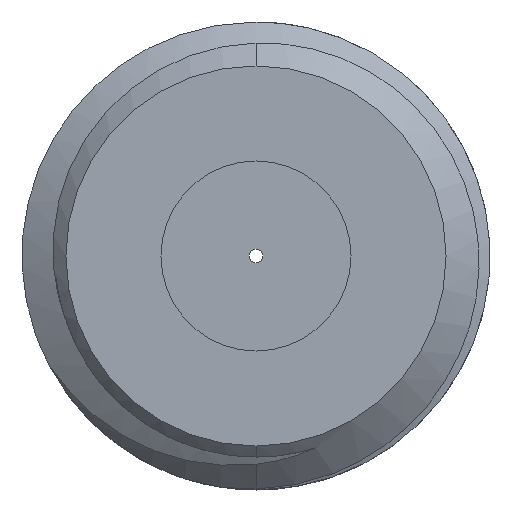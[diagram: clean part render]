
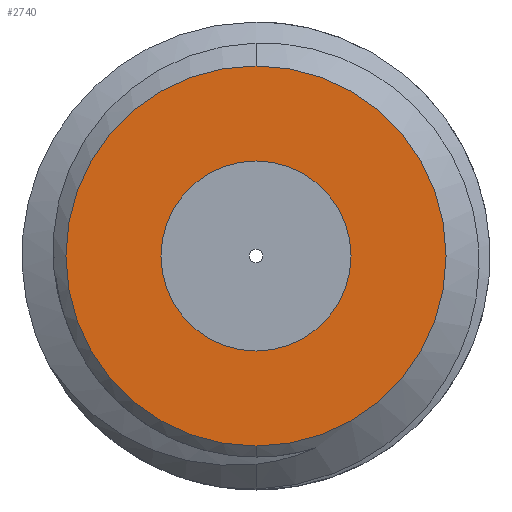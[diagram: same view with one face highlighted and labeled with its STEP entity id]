
A CAD part, front view. The second image highlights one B-rep face of the part: STEP entity #2740.
In plain terms, the highlighted face is planar.
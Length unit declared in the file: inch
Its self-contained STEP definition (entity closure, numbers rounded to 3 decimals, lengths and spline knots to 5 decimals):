
#80 = CARTESIAN_POINT ( 'NONE',  ( 0., 0., 0.125 ) ) ;
#136 = PLANE ( 'NONE',  #4589 ) ;
#462 = ORIENTED_EDGE ( 'NONE', *, *, #3019, .T. ) ;
#483 = CARTESIAN_POINT ( 'NONE',  ( 0., 0., -0.0625 ) ) ;
#496 = DIRECTION ( 'NONE',  ( 0., 0., -1. ) ) ;
#596 = FACE_OUTER_BOUND ( 'NONE', #4335, .T. ) ;
#773 = ORIENTED_EDGE ( 'NONE', *, *, #3819, .F. ) ;
#873 = VERTEX_POINT ( 'NONE', #4929 ) ;
#876 = AXIS2_PLACEMENT_3D ( 'NONE', #1342, #1775, #4484 ) ;
#1301 = DIRECTION ( 'NONE',  ( -1., 0., 0. ) ) ;
#1335 = DIRECTION ( 'NONE',  ( 1., 0., 0. ) ) ;
#1342 = CARTESIAN_POINT ( 'NONE',  ( 0., 0., 0. ) ) ;
#1358 = AXIS2_PLACEMENT_3D ( 'NONE', #3527, #2031, #3560 ) ;
#1432 = FACE_BOUND ( 'NONE', #2844, .T. ) ;
#1492 = CIRCLE ( 'NONE', #1358, 0.125 ) ;
#1775 = DIRECTION ( 'NONE',  ( 1., 0., 0. ) ) ;
#2031 = DIRECTION ( 'NONE',  ( 1., 0., 0. ) ) ;
#2200 = EDGE_CURVE ( 'NONE', #2612, #873, #4939, .T. ) ;
#2344 = DIRECTION ( 'NONE',  ( 1., 0., 0. ) ) ;
#2452 = AXIS2_PLACEMENT_3D ( 'NONE', #2493, #1335, #4460 ) ;
#2493 = CARTESIAN_POINT ( 'NONE',  ( 0., 0., 0. ) ) ;
#2530 = EDGE_CURVE ( 'NONE', #2921, #3829, #1492, .T. ) ;
#2612 = VERTEX_POINT ( 'NONE', #483 ) ;
#2716 = ORIENTED_EDGE ( 'NONE', *, *, #2530, .F. ) ;
#2740 = ADVANCED_FACE ( 'NONE', ( #1432, #596 ), #136, .T. ) ;
#2812 = CIRCLE ( 'NONE', #4118, 0.125 ) ;
#2844 = EDGE_LOOP ( 'NONE', ( #3089, #462 ) ) ;
#2921 = VERTEX_POINT ( 'NONE', #3994 ) ;
#3019 = EDGE_CURVE ( 'NONE', #873, #2612, #4143, .T. ) ;
#3089 = ORIENTED_EDGE ( 'NONE', *, *, #2200, .T. ) ;
#3193 = CARTESIAN_POINT ( 'NONE',  ( 0., 0.125, 0. ) ) ;
#3527 = CARTESIAN_POINT ( 'NONE',  ( 0., 0., 0. ) ) ;
#3560 = DIRECTION ( 'NONE',  ( 0., 0., -1. ) ) ;
#3819 = EDGE_CURVE ( 'NONE', #3829, #2921, #2812, .T. ) ;
#3829 = VERTEX_POINT ( 'NONE', #80 ) ;
#3994 = CARTESIAN_POINT ( 'NONE',  ( 0., 0., -0.125 ) ) ;
#4048 = DIRECTION ( 'NONE',  ( 0., 0., 1. ) ) ;
#4118 = AXIS2_PLACEMENT_3D ( 'NONE', #4274, #2344, #496 ) ;
#4143 = CIRCLE ( 'NONE', #876, 0.0625 ) ;
#4274 = CARTESIAN_POINT ( 'NONE',  ( 0., 0., 0. ) ) ;
#4335 = EDGE_LOOP ( 'NONE', ( #2716, #773 ) ) ;
#4460 = DIRECTION ( 'NONE',  ( 0., 0., -1. ) ) ;
#4484 = DIRECTION ( 'NONE',  ( 0., 0., -1. ) ) ;
#4589 = AXIS2_PLACEMENT_3D ( 'NONE', #3193, #1301, #4048 ) ;
#4929 = CARTESIAN_POINT ( 'NONE',  ( 0., 0., 0.0625 ) ) ;
#4939 = CIRCLE ( 'NONE', #2452, 0.0625 ) ;
